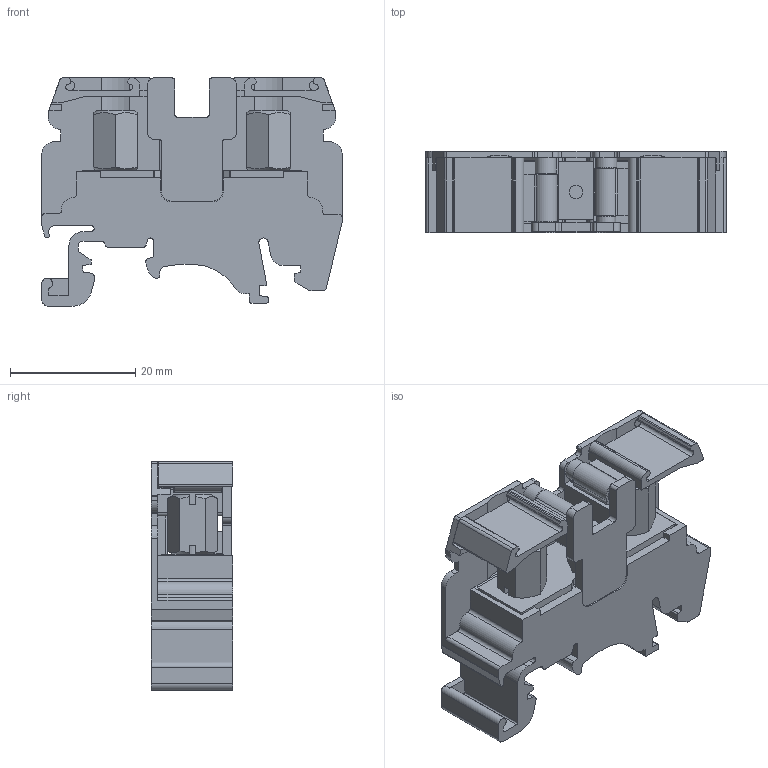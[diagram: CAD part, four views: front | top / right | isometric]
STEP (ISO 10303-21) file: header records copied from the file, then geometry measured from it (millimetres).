
FILE_DESCRIPTION(/* description */ ('Unknown'),/* implementation_level */ '2;1');
FILE_NAME(/* name */ 'ONTM4-10C_3D_SOLID',/* time_stamp */ '2021-07-13T10:12:49+06:00',/* author */ ('Unknown'),/* organization */ ('Unknown'),/* preprocessor_version */ 'ST-DEVELOPER v16.7',/* originating_system */ 'DEX',/* authorisation */ $);
FILE_SCHEMA (('TECHNICAL_DATA_PACKAGING','AUTOMOTIVE_DESIGN {1 0 10303 214 3 1 1}'));
Length unit declared in the file: millimetre
Products named in the file (1): ONTM4-10C_3D_SOLID
Bounding box: 48 x 13 x 36.5 mm (x, y, z)
Volume: 11016.7 mm3; surface area: 9529.7 mm2
Topology: 3 solids, 3 shells, 602 faces, 1698 edges, 1093 vertices
Faces by surface type: plane 296, cylinder 228, cone 25, torus 20, bspline 18, sphere 15
Full cylindrical faces by diameter (mm): 1.5 x3, 2 x6, 2.113 x1, 2.166 x1, 2.2 x2, 2.566 x2, 3 x1, 3.459 x2, 3.5 x1, 4 x2, 4.2 x2
Entity records: 23586 total; most frequent: CARTESIAN_POINT 4343, DIRECTION 3252, ORIENTED_EDGE 3242, EDGE_CURVE 1621, AXIS2_PLACEMENT_3D 1141, VERTEX_POINT 1073, LINE 970, VECTOR 970
